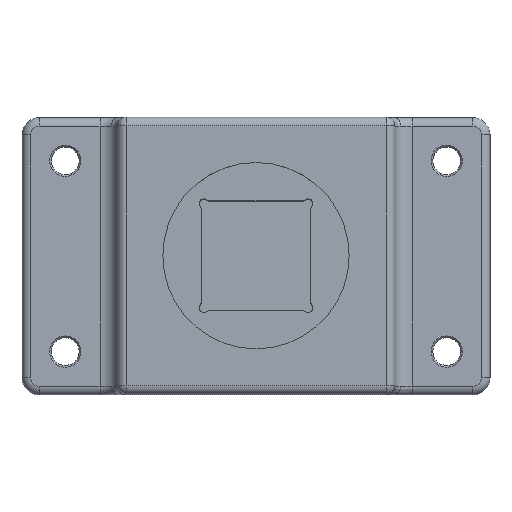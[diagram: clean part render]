
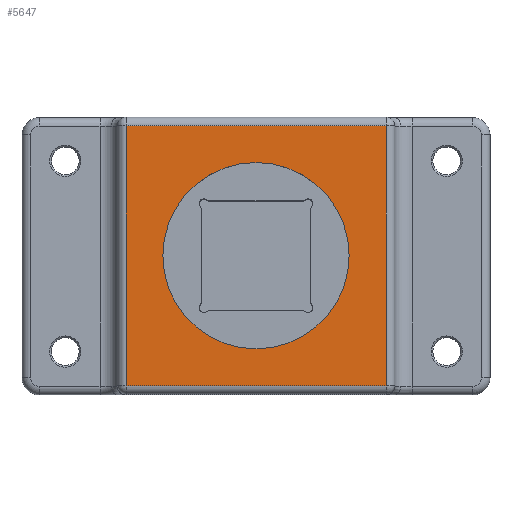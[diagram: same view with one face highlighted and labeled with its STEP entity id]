
A CAD part, top view. The second image highlights one B-rep face of the part: STEP entity #5647.
In plain terms, the highlighted planar face has unit normal (0, 0, 1).
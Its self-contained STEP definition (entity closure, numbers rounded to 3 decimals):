
#2406 = VERTEX_POINT('',#2407);
#2407 = CARTESIAN_POINT('',(15.,15.,43.5));
#2414 = EDGE_CURVE('',#2406,#2415,#2417,.T.);
#2415 = VERTEX_POINT('',#2416);
#2416 = CARTESIAN_POINT('',(15.,-15.,43.5));
#2417 = LINE('',#2418,#2419);
#2418 = CARTESIAN_POINT('',(15.,16.,43.5));
#2419 = VECTOR('',#2420,1.);
#2420 = DIRECTION('',(0.,-1.,0.));
#5647 = ADVANCED_FACE('',(#5648,#5673),#5684,.T.);
#5648 = FACE_BOUND('',#5649,.T.);
#5649 = EDGE_LOOP('',(#5650,#5658,#5666,#5672));
#5650 = ORIENTED_EDGE('',*,*,#5651,.F.);
#5651 = EDGE_CURVE('',#5652,#2406,#5654,.T.);
#5652 = VERTEX_POINT('',#5653);
#5653 = CARTESIAN_POINT('',(-15.,15.,43.5));
#5654 = LINE('',#5655,#5656);
#5655 = CARTESIAN_POINT('',(-16.,15.,43.5));
#5656 = VECTOR('',#5657,1.);
#5657 = DIRECTION('',(1.,0.,0.));
#5658 = ORIENTED_EDGE('',*,*,#5659,.F.);
#5659 = EDGE_CURVE('',#5660,#5652,#5662,.T.);
#5660 = VERTEX_POINT('',#5661);
#5661 = CARTESIAN_POINT('',(-15.,-15.,43.5));
#5662 = LINE('',#5663,#5664);
#5663 = CARTESIAN_POINT('',(-15.,-16.,43.5));
#5664 = VECTOR('',#5665,1.);
#5665 = DIRECTION('',(0.,1.,0.));
#5666 = ORIENTED_EDGE('',*,*,#5667,.F.);
#5667 = EDGE_CURVE('',#2415,#5660,#5668,.T.);
#5668 = LINE('',#5669,#5670);
#5669 = CARTESIAN_POINT('',(16.,-15.,43.5));
#5670 = VECTOR('',#5671,1.);
#5671 = DIRECTION('',(-1.,0.,0.));
#5672 = ORIENTED_EDGE('',*,*,#2414,.F.);
#5673 = FACE_BOUND('',#5674,.T.);
#5674 = EDGE_LOOP('',(#5675));
#5675 = ORIENTED_EDGE('',*,*,#5676,.F.);
#5676 = EDGE_CURVE('',#5677,#5677,#5679,.T.);
#5677 = VERTEX_POINT('',#5678);
#5678 = CARTESIAN_POINT('',(10.75,0.,43.5));
#5679 = CIRCLE('',#5680,10.75);
#5680 = AXIS2_PLACEMENT_3D('',#5681,#5682,#5683);
#5681 = CARTESIAN_POINT('',(0.,0.,43.5));
#5682 = DIRECTION('',(0.,0.,1.));
#5683 = DIRECTION('',(1.,0.,0.));
#5684 = PLANE('',#5685);
#5685 = AXIS2_PLACEMENT_3D('',#5686,#5687,#5688);
#5686 = CARTESIAN_POINT('',(0.,0.,43.5));
#5687 = DIRECTION('',(0.,0.,1.));
#5688 = DIRECTION('',(1.,0.,0.));
